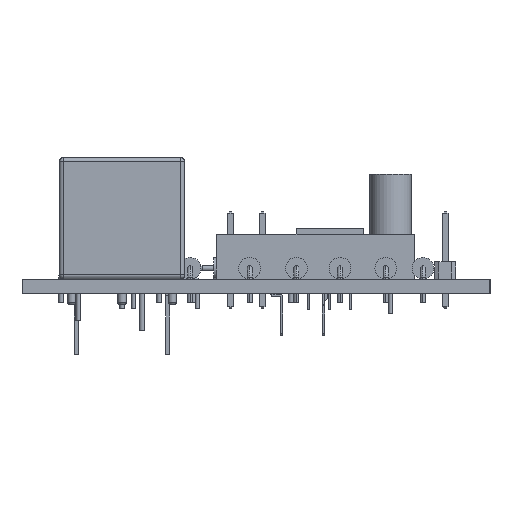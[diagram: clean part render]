
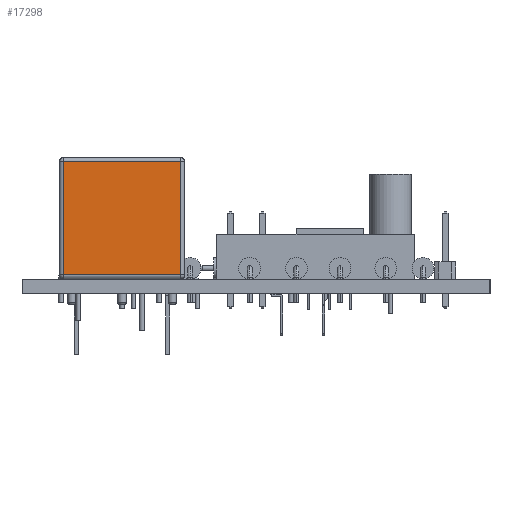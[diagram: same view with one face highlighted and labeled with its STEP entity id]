
A CAD part, left-side view. The second image highlights one B-rep face of the part: STEP entity #17298.
In plain terms, the highlighted face is planar.
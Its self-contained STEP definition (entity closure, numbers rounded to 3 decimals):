
#17298 = ADVANCED_FACE('',(#17299),#17333,.F.);
#17299 = FACE_BOUND('',#17300,.T.);
#17300 = EDGE_LOOP('',(#17301,#17311,#17319,#17327));
#17301 = ORIENTED_EDGE('',*,*,#17302,.T.);
#17302 = EDGE_CURVE('',#17303,#17305,#17307,.T.);
#17303 = VERTEX_POINT('',#17304);
#17304 = CARTESIAN_POINT('',(9.25,14.,-7.));
#17305 = VERTEX_POINT('',#17306);
#17306 = CARTESIAN_POINT('',(9.25,14.,7.));
#17307 = LINE('',#17308,#17309);
#17308 = CARTESIAN_POINT('',(9.25,14.,7.5));
#17309 = VECTOR('',#17310,1.);
#17310 = DIRECTION('',(0.,0.,1.));
#17311 = ORIENTED_EDGE('',*,*,#17312,.T.);
#17312 = EDGE_CURVE('',#17305,#17313,#17315,.T.);
#17313 = VERTEX_POINT('',#17314);
#17314 = CARTESIAN_POINT('',(9.25,0.5,7.));
#17315 = LINE('',#17316,#17317);
#17316 = CARTESIAN_POINT('',(9.25,14.5,7.));
#17317 = VECTOR('',#17318,1.);
#17318 = DIRECTION('',(0.,-1.,0.));
#17319 = ORIENTED_EDGE('',*,*,#17320,.T.);
#17320 = EDGE_CURVE('',#17313,#17321,#17323,.T.);
#17321 = VERTEX_POINT('',#17322);
#17322 = CARTESIAN_POINT('',(9.25,0.5,-7.));
#17323 = LINE('',#17324,#17325);
#17324 = CARTESIAN_POINT('',(9.25,0.5,7.5));
#17325 = VECTOR('',#17326,1.);
#17326 = DIRECTION('',(0.,0.,-1.));
#17327 = ORIENTED_EDGE('',*,*,#17328,.T.);
#17328 = EDGE_CURVE('',#17321,#17303,#17329,.T.);
#17329 = LINE('',#17330,#17331);
#17330 = CARTESIAN_POINT('',(9.25,14.5,-7.));
#17331 = VECTOR('',#17332,1.);
#17332 = DIRECTION('',(0.,1.,0.));
#17333 = PLANE('',#17334);
#17334 = AXIS2_PLACEMENT_3D('',#17335,#17336,#17337);
#17335 = CARTESIAN_POINT('',(9.25,14.5,7.5));
#17336 = DIRECTION('',(-1.,0.,0.));
#17337 = DIRECTION('',(0.,0.,1.));
